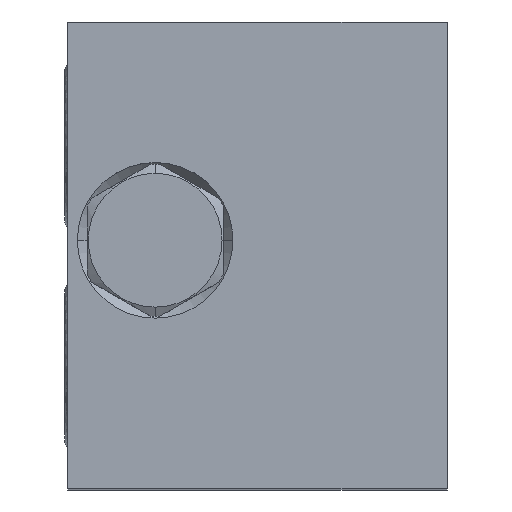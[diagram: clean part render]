
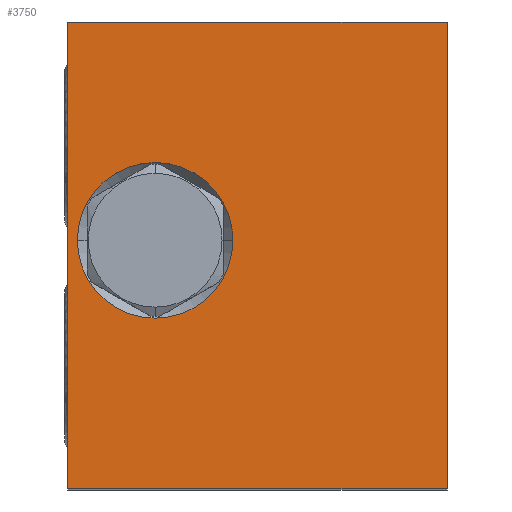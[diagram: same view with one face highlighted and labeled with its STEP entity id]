
A CAD part, top view. The second image highlights one B-rep face of the part: STEP entity #3750.
In plain terms, the highlighted planar face has unit normal (0, 0, 1).
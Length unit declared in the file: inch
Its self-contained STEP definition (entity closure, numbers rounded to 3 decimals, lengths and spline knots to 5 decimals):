
#193=DIRECTION('',(0.,-1.,0.));
#194=VECTOR('',#193,3.);
#195=CARTESIAN_POINT('',(0.,0.,4.));
#196=LINE('',#195,#194);
#197=DIRECTION('',(-1.,0.,0.));
#198=VECTOR('',#197,2.438);
#199=CARTESIAN_POINT('',(2.438,0.,4.));
#200=LINE('',#199,#198);
#201=DIRECTION('',(0.,1.,0.));
#202=VECTOR('',#201,3.);
#203=CARTESIAN_POINT('',(2.438,-3.,4.));
#204=LINE('',#203,#202);
#205=DIRECTION('',(1.,0.,0.));
#206=VECTOR('',#205,2.438);
#207=CARTESIAN_POINT('',(0.,-3.,4.));
#208=LINE('',#207,#206);
#209=CARTESIAN_POINT('',(0.562,-1.403,4.));
#210=DIRECTION('',(0.,0.,-1.));
#211=DIRECTION('',(-1.,0.,0.));
#212=AXIS2_PLACEMENT_3D('',#209,#210,#211);
#214=CARTESIAN_POINT('',(0.562,-1.403,4.));
#215=DIRECTION('',(0.,0.,-1.));
#216=DIRECTION('',(1.,0.,0.));
#217=AXIS2_PLACEMENT_3D('',#214,#215,#216);
#3093=CARTESIAN_POINT('',(0.,0.,4.));
#3094=CARTESIAN_POINT('',(0.,-3.,4.));
#3095=VERTEX_POINT('',#3093);
#3096=VERTEX_POINT('',#3094);
#3097=CARTESIAN_POINT('',(2.438,-3.,4.));
#3098=VERTEX_POINT('',#3097);
#3099=CARTESIAN_POINT('',(2.438,0.,4.));
#3100=VERTEX_POINT('',#3099);
#3545=CARTESIAN_POINT('',(0.062,-1.403,4.));
#3546=CARTESIAN_POINT('',(1.062,-1.403,4.));
#3547=VERTEX_POINT('',#3545);
#3548=VERTEX_POINT('',#3546);
#3733=CARTESIAN_POINT('',(0.,0.,4.));
#3734=DIRECTION('',(0.,0.,1.));
#3735=DIRECTION('',(1.,0.,0.));
#3736=AXIS2_PLACEMENT_3D('',#3733,#3734,#3735);
#3737=PLANE('',#3736);
#3738=ORIENTED_EDGE('',*,*,#3589,.F.);
#3739=ORIENTED_EDGE('',*,*,#3640,.F.);
#3740=ORIENTED_EDGE('',*,*,#3660,.F.);
#3741=ORIENTED_EDGE('',*,*,#3721,.F.);
#3742=EDGE_LOOP('',(#3738,#3739,#3740,#3741));
#3743=FACE_OUTER_BOUND('',#3742,.F.);
#3745=ORIENTED_EDGE('',*,*,#3744,.F.);
#3747=ORIENTED_EDGE('',*,*,#3746,.F.);
#3748=EDGE_LOOP('',(#3745,#3747));
#3749=FACE_BOUND('',#3748,.F.);
#3750=ADVANCED_FACE('',(#3743,#3749),#3737,.T.);
#213=CIRCLE('',#212,0.5);
#218=CIRCLE('',#217,0.5);
#3589=EDGE_CURVE('',#3095,#3096,#196,.T.);
#3640=EDGE_CURVE('',#3100,#3095,#200,.T.);
#3660=EDGE_CURVE('',#3098,#3100,#204,.T.);
#3721=EDGE_CURVE('',#3096,#3098,#208,.T.);
#3744=EDGE_CURVE('',#3547,#3548,#213,.T.);
#3746=EDGE_CURVE('',#3548,#3547,#218,.T.);
